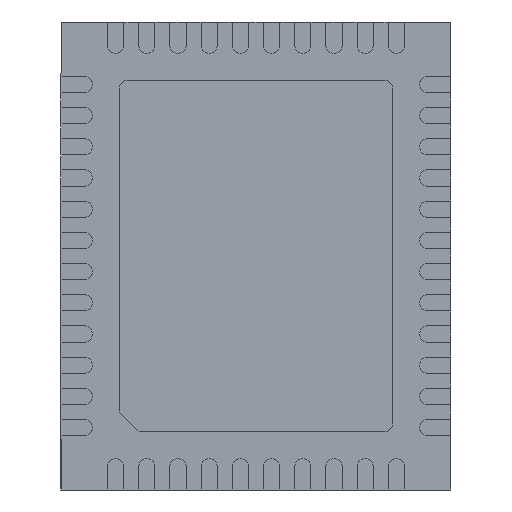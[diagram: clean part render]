
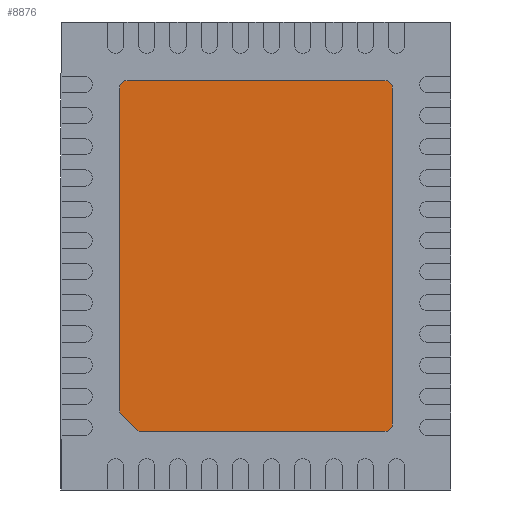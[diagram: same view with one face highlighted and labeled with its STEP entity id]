
A CAD part, front view. The second image highlights one B-rep face of the part: STEP entity #8876.
In plain terms, the highlighted planar face has unit normal (0, -1, 0).
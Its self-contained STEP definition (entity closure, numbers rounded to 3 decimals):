
#88 = EDGE_LOOP ( 'NONE', ( #2550, #9972, #14722, #9901, #2652, #13522, #4802, #9926 ) ) ;
#125 = FACE_OUTER_BOUND ( 'NONE', #88, .T. ) ;
#276 = VECTOR ( 'NONE', #8680, 1000. ) ;
#327 = CARTESIAN_POINT ( 'NONE',  ( -1.75, 0., 2.15 ) ) ;
#658 = CARTESIAN_POINT ( 'NONE',  ( 0., 0., 0. ) ) ;
#912 = CARTESIAN_POINT ( 'NONE',  ( 1.75, 0., 2.15 ) ) ;
#939 = DIRECTION ( 'NONE',  ( 0., 0., -1. ) ) ;
#1087 = DIRECTION ( 'NONE',  ( 0., 0., -1. ) ) ;
#1760 = VERTEX_POINT ( 'NONE', #327 ) ;
#1847 = DIRECTION ( 'NONE',  ( 0., 0., -1. ) ) ;
#2531 = DIRECTION ( 'NONE',  ( -1., 0., 0. ) ) ;
#2550 = ORIENTED_EDGE ( 'NONE', *, *, #5165, .T. ) ;
#2582 = AXIS2_PLACEMENT_3D ( 'NONE', #14900, #8004, #1087 ) ;
#2590 = VECTOR ( 'NONE', #10231, 1000. ) ;
#2633 = CARTESIAN_POINT ( 'NONE',  ( 1.75, 0., 2.25 ) ) ;
#2652 = ORIENTED_EDGE ( 'NONE', *, *, #8653, .T. ) ;
#2686 = EDGE_CURVE ( 'NONE', #11409, #14374, #14508, .T. ) ;
#2900 = DIRECTION ( 'NONE',  ( 0., -1., 0. ) ) ;
#3687 = VECTOR ( 'NONE', #2531, 1000. ) ;
#3697 = AXIS2_PLACEMENT_3D ( 'NONE', #10903, #12018, #14245 ) ;
#4395 = CARTESIAN_POINT ( 'NONE',  ( -1.875, 0., -1.875 ) ) ;
#4407 = VECTOR ( 'NONE', #7888, 1000. ) ;
#4613 = VERTEX_POINT ( 'NONE', #9965 ) ;
#4710 = VECTOR ( 'NONE', #10090, 1000. ) ;
#4802 = ORIENTED_EDGE ( 'NONE', *, *, #10902, .T. ) ;
#5165 = EDGE_CURVE ( 'NONE', #1760, #8861, #14584, .T. ) ;
#5558 = LINE ( 'NONE', #7732, #276 ) ;
#5608 = CIRCLE ( 'NONE', #5876, 0.1 ) ;
#5876 = AXIS2_PLACEMENT_3D ( 'NONE', #13420, #10430, #939 ) ;
#6105 = CARTESIAN_POINT ( 'NONE',  ( -1.5, 0., -2.25 ) ) ;
#6389 = CARTESIAN_POINT ( 'NONE',  ( -1.75, 0., -2. ) ) ;
#6464 = CARTESIAN_POINT ( 'NONE',  ( -1.75, 0., -2.25 ) ) ;
#7009 = EDGE_CURVE ( 'NONE', #9481, #11409, #5558, .T. ) ;
#7259 = CIRCLE ( 'NONE', #2582, 0.1 ) ;
#7732 = CARTESIAN_POINT ( 'NONE',  ( 1.75, 0., -2.25 ) ) ;
#7888 = DIRECTION ( 'NONE',  ( 0., 0., 1. ) ) ;
#8004 = DIRECTION ( 'NONE',  ( 0., -1., 0. ) ) ;
#8648 = LINE ( 'NONE', #2633, #3687 ) ;
#8653 = EDGE_CURVE ( 'NONE', #14374, #14411, #9119, .T. ) ;
#8680 = DIRECTION ( 'NONE',  ( 1., 0., 0. ) ) ;
#8861 = VERTEX_POINT ( 'NONE', #6389 ) ;
#8876 = ADVANCED_FACE ( 'NONE', ( #125 ), #14708, .T. ) ;
#9119 = LINE ( 'NONE', #11291, #4407 ) ;
#9481 = VERTEX_POINT ( 'NONE', #6105 ) ;
#9515 = VERTEX_POINT ( 'NONE', #11971 ) ;
#9876 = CARTESIAN_POINT ( 'NONE',  ( 1.65, 0., -2.25 ) ) ;
#9901 = ORIENTED_EDGE ( 'NONE', *, *, #2686, .T. ) ;
#9926 = ORIENTED_EDGE ( 'NONE', *, *, #13674, .T. ) ;
#9930 = AXIS2_PLACEMENT_3D ( 'NONE', #658, #2900, #1847 ) ;
#9965 = CARTESIAN_POINT ( 'NONE',  ( 1.65, 0., 2.25 ) ) ;
#9972 = ORIENTED_EDGE ( 'NONE', *, *, #14853, .T. ) ;
#10090 = DIRECTION ( 'NONE',  ( 0., 0., -1. ) ) ;
#10231 = DIRECTION ( 'NONE',  ( 0.707, 0., -0.707 ) ) ;
#10430 = DIRECTION ( 'NONE',  ( 0., -1., 0. ) ) ;
#10902 = EDGE_CURVE ( 'NONE', #4613, #9515, #8648, .T. ) ;
#10903 = CARTESIAN_POINT ( 'NONE',  ( 1.65, 0., -2.15 ) ) ;
#11291 = CARTESIAN_POINT ( 'NONE',  ( 1.75, 0., -2.25 ) ) ;
#11409 = VERTEX_POINT ( 'NONE', #9876 ) ;
#11971 = CARTESIAN_POINT ( 'NONE',  ( -1.65, 0., 2.25 ) ) ;
#12018 = DIRECTION ( 'NONE',  ( 0., -1., 0. ) ) ;
#12450 = LINE ( 'NONE', #4395, #2590 ) ;
#12817 = EDGE_CURVE ( 'NONE', #14411, #4613, #5608, .T. ) ;
#13203 = CARTESIAN_POINT ( 'NONE',  ( 1.75, 0., -2.15 ) ) ;
#13420 = CARTESIAN_POINT ( 'NONE',  ( 1.65, 0., 2.15 ) ) ;
#13522 = ORIENTED_EDGE ( 'NONE', *, *, #12817, .T. ) ;
#13674 = EDGE_CURVE ( 'NONE', #9515, #1760, #7259, .T. ) ;
#14245 = DIRECTION ( 'NONE',  ( 0., 0., -1. ) ) ;
#14374 = VERTEX_POINT ( 'NONE', #13203 ) ;
#14411 = VERTEX_POINT ( 'NONE', #912 ) ;
#14508 = CIRCLE ( 'NONE', #3697, 0.1 ) ;
#14584 = LINE ( 'NONE', #6464, #4710 ) ;
#14708 = PLANE ( 'NONE',  #9930 ) ;
#14722 = ORIENTED_EDGE ( 'NONE', *, *, #7009, .T. ) ;
#14853 = EDGE_CURVE ( 'NONE', #8861, #9481, #12450, .T. ) ;
#14900 = CARTESIAN_POINT ( 'NONE',  ( -1.65, 0., 2.15 ) ) ;
